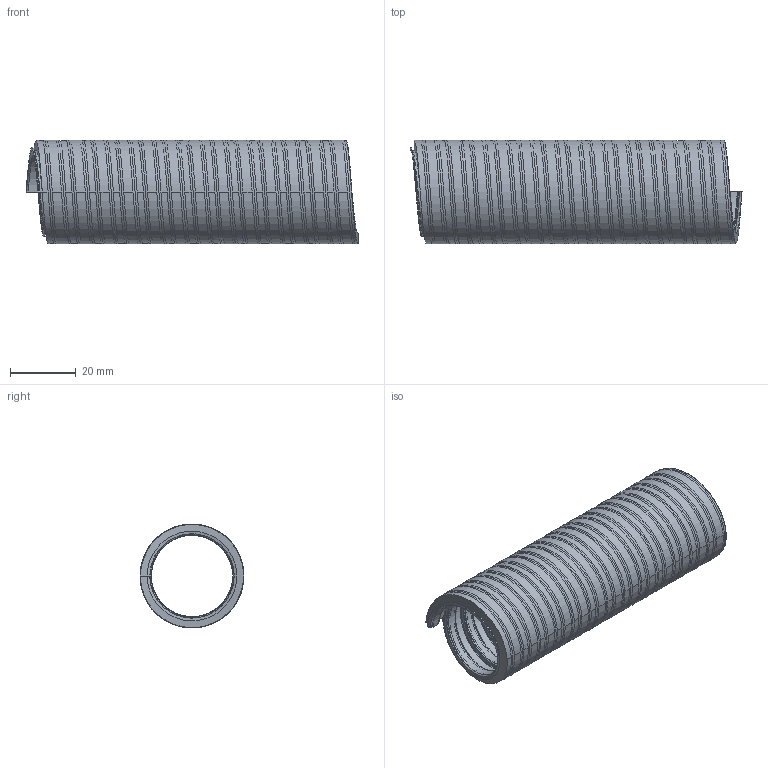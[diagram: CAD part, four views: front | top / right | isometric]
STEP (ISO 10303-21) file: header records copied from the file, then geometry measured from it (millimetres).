
FILE_DESCRIPTION(/* description */ ('Металлорукав МПГ нг черный','CAx-IF Rec.Pracs.---Representation and Presentation of Product Manufacturing Information (PMI)---4.0---2014-10-13'),/* implementation_level */ '2;1');
FILE_NAME(/* name */ '',/* time_stamp */ '2025-06-02T15:25:06+07:00',/* author */ ('zeta-82'),/* organization */ ('АО "ЗЭТА"'),/* preprocessor_version */ 'ST-DEVELOPER v19.2',/* originating_system */ 'Autodesk Inventor 2024',/* authorisation */ '');
FILE_SCHEMA (('AP242_MANAGED_MODEL_BASED_3D_ENGINEERING_MIM_LF { 1 0 10303 442 1 1 4 }'));
Length unit declared in the file: millimetre
Products named in the file (3): ЗЭТА.104.420.000-08; ЗЭТА.104.210.000-08; Пластикат НГП 
30-32 (25) серый
Assembly tree (2 placements, depth 2):
  ЗЭТА.104.420.000-08
    ЗЭТА.104.210.000-08
    Пластикат НГП 
30-32 (25) серый
Bounding box: 100.75 x 31.5 x 31.5 mm (x, y, z)
Volume: 21880.7 mm3; surface area: 41410.9 mm2
Topology: 2 solids, 2 shells, 171 faces, 505 edges, 336 vertices
Faces by surface type: cylinder 141, bspline 26, plane 4
Full cylindrical faces by diameter (mm): 24.7 x12, 25.1 x24, 25.5 x12, 27.2 x12, 27.6 x12, 28 x24, 31.3 x13, 31.5 x12
Entity records: 29755 total; most frequent: CARTESIAN_POINT 25394, ORIENTED_EDGE 1010, DIRECTION 591, EDGE_CURVE 505, VERTEX_POINT 336, B_SPLINE_CURVE_WITH_KNOTS 300, AXIS2_PLACEMENT_3D 209, STYLED_ITEM 176
